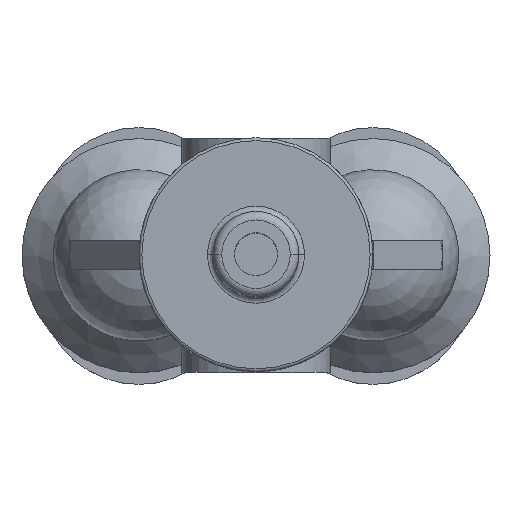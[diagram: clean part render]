
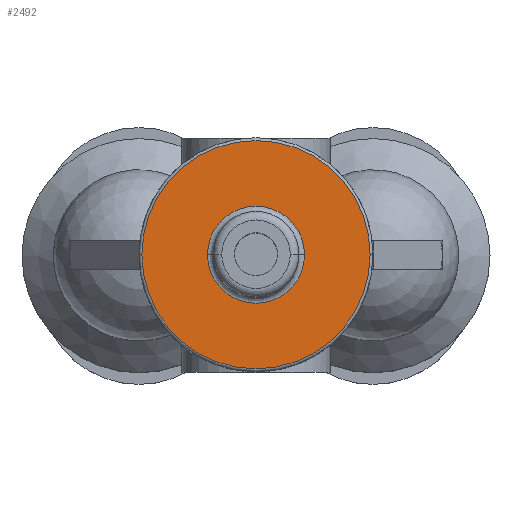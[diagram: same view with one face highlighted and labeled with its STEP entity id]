
A CAD part, top view. The second image highlights one B-rep face of the part: STEP entity #2492.
In plain terms, the highlighted face is planar.
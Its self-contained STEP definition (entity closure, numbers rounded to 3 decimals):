
#666=CARTESIAN_POINT('',(4.,0.,-7.7));
#667=VERTEX_POINT('',#666);
#676=CARTESIAN_POINT('',(-4.,0.,-7.7));
#677=VERTEX_POINT('',#676);
#685=CARTESIAN_POINT('',(0.,0.,-7.7));
#686=DIRECTION('',(0.0,0.0,1.0));
#687=DIRECTION('',(-1.0,0.0,0.0));
#688=AXIS2_PLACEMENT_3D('',#685,#686,#687);
#689=CIRCLE('',#688,4.);
#690=EDGE_CURVE('',#677,#667,#689,.T.);
#866=CARTESIAN_POINT('',(1.7,0.,-7.7));
#867=VERTEX_POINT('',#866);
#882=CARTESIAN_POINT('',(-1.7,0.,-7.7));
#883=VERTEX_POINT('',#882);
#891=CARTESIAN_POINT('',(0.,0.,-7.7));
#892=DIRECTION('',(0.0,0.0,-1.0));
#893=DIRECTION('',(1.0,0.0,0.0));
#894=AXIS2_PLACEMENT_3D('',#891,#892,#893);
#895=CIRCLE('',#894,1.7);
#896=EDGE_CURVE('',#883,#867,#895,.T.);
#2443=CARTESIAN_POINT('',(0.,0.,-7.7));
#2444=DIRECTION('',(0.0,0.0,-1.0));
#2445=DIRECTION('',(1.0,0.0,0.0));
#2446=AXIS2_PLACEMENT_3D('',#2443,#2444,#2445);
#2447=CIRCLE('',#2446,1.7);
#2448=EDGE_CURVE('',#867,#883,#2447,.T.);
#2473=CARTESIAN_POINT('',(0.,0.,-7.7));
#2474=DIRECTION('',(0.0,0.0,1.0));
#2475=DIRECTION('',(1.0,0.0,0.0));
#2476=AXIS2_PLACEMENT_3D('',#2473,#2474,#2475);
#2477=PLANE('',#2476);
#2478=CARTESIAN_POINT('',(0.,0.,-7.7));
#2479=DIRECTION('',(0.0,0.0,1.0));
#2480=DIRECTION('',(-1.0,0.0,0.0));
#2481=AXIS2_PLACEMENT_3D('',#2478,#2479,#2480);
#2482=CIRCLE('',#2481,4.);
#2483=EDGE_CURVE('',#667,#677,#2482,.T.);
#2484=ORIENTED_EDGE('',*,*,#2483,.F.);
#2485=ORIENTED_EDGE('',*,*,#690,.F.);
#2486=EDGE_LOOP('',(#2484,#2485));
#2487=FACE_OUTER_BOUND('',#2486,.T.);
#2488=ORIENTED_EDGE('',*,*,#896,.F.);
#2489=ORIENTED_EDGE('',*,*,#2448,.F.);
#2490=EDGE_LOOP('',(#2488,#2489));
#2491=FACE_BOUND('',#2490,.T.);
#2492=ADVANCED_FACE('',(#2487,#2491),#2477,.F.);
